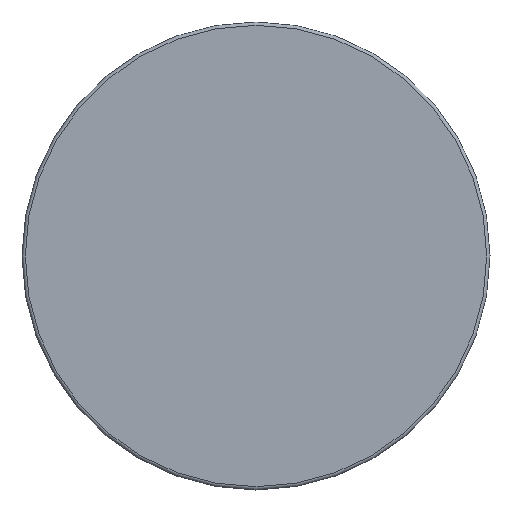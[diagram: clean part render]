
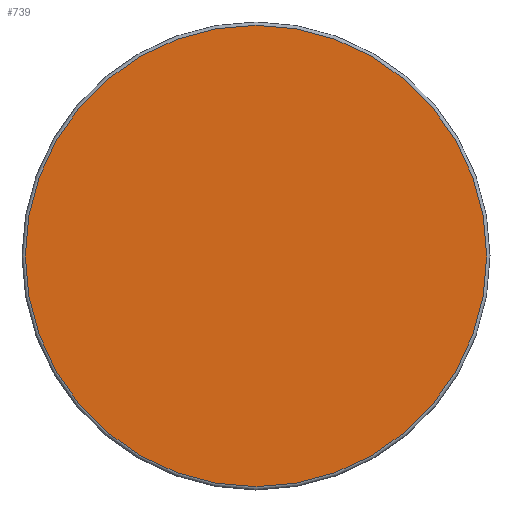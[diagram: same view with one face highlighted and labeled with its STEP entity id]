
A CAD part, left-side view. The second image highlights one B-rep face of the part: STEP entity #739.
In plain terms, the highlighted planar face has unit normal (-1, 0, 0).
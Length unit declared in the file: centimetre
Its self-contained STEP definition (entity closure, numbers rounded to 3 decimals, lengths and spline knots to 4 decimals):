
#174=FACE_OUTER_BOUND('',#245,.T.);
#245=EDGE_LOOP('',(#561));
#296=CIRCLE('',#815,4.18);
#354=VERTEX_POINT('',#1193);
#427=EDGE_CURVE('',#354,#354,#296,.T.);
#561=ORIENTED_EDGE('',*,*,#427,.T.);
#652=PLANE('',#816);
#739=ADVANCED_FACE('',(#174),#652,.T.);
#815=AXIS2_PLACEMENT_3D('',#1194,#979,#980);
#816=AXIS2_PLACEMENT_3D('',#1195,#981,#982);
#979=DIRECTION('center_axis',(-1.,0.,0.));
#980=DIRECTION('ref_axis',(0.,1.,0.));
#981=DIRECTION('center_axis',(-1.,0.,0.));
#982=DIRECTION('ref_axis',(0.,0.,1.));
#1193=CARTESIAN_POINT('',(-3.33,-4.18,0.));
#1194=CARTESIAN_POINT('Origin',(-3.33,0.,0.));
#1195=CARTESIAN_POINT('Origin',(-3.33,-3.65,0.));
